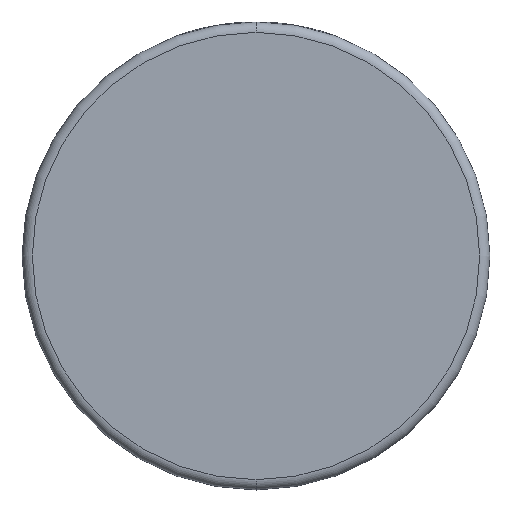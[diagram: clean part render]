
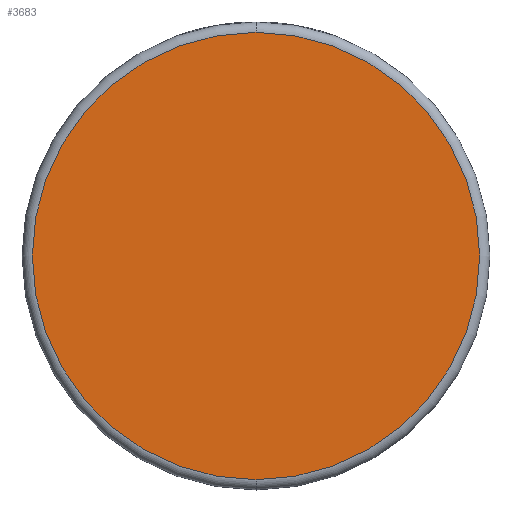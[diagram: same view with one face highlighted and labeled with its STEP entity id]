
A CAD part, front view. The second image highlights one B-rep face of the part: STEP entity #3683.
In plain terms, the highlighted planar face has unit normal (0, -1, 0).
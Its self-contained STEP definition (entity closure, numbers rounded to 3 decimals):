
#192 = ORIENTED_EDGE ( 'NONE', *, *, #1495, .T. ) ;
#507 = EDGE_LOOP ( 'NONE', ( #3431, #192 ) ) ;
#808 = CARTESIAN_POINT ( 'NONE',  ( 0., 0., 43.5 ) ) ;
#902 = PLANE ( 'NONE',  #1593 ) ;
#1279 = CARTESIAN_POINT ( 'NONE',  ( 0., 0., 0. ) ) ;
#1347 = DIRECTION ( 'NONE',  ( 0., 1., 0. ) ) ;
#1495 = EDGE_CURVE ( 'NONE', #3890, #3840, #3193, .T. ) ;
#1593 = AXIS2_PLACEMENT_3D ( 'NONE', #4123, #1347, #2116 ) ;
#2096 = CIRCLE ( 'NONE', #3722, 43.5 ) ;
#2116 = DIRECTION ( 'NONE',  ( 0., 0., 1. ) ) ;
#2289 = DIRECTION ( 'NONE',  ( 0., 0., 1. ) ) ;
#2483 = CARTESIAN_POINT ( 'NONE',  ( 0., 0., 0. ) ) ;
#3193 = CIRCLE ( 'NONE', #4122, 43.5 ) ;
#3318 = DIRECTION ( 'NONE',  ( 0., -1., 0. ) ) ;
#3431 = ORIENTED_EDGE ( 'NONE', *, *, #3516, .T. ) ;
#3449 = CARTESIAN_POINT ( 'NONE',  ( 0., 0., -43.5 ) ) ;
#3516 = EDGE_CURVE ( 'NONE', #3840, #3890, #2096, .T. ) ;
#3683 = ADVANCED_FACE ( 'NONE', ( #3862 ), #902, .F. ) ;
#3722 = AXIS2_PLACEMENT_3D ( 'NONE', #1279, #3318, #2289 ) ;
#3801 = DIRECTION ( 'NONE',  ( 0., -1., 0. ) ) ;
#3840 = VERTEX_POINT ( 'NONE', #808 ) ;
#3862 = FACE_OUTER_BOUND ( 'NONE', #507, .T. ) ;
#3890 = VERTEX_POINT ( 'NONE', #3449 ) ;
#4072 = DIRECTION ( 'NONE',  ( 0., 0., 1. ) ) ;
#4122 = AXIS2_PLACEMENT_3D ( 'NONE', #2483, #3801, #4072 ) ;
#4123 = CARTESIAN_POINT ( 'NONE',  ( 0., 0., 0. ) ) ;
